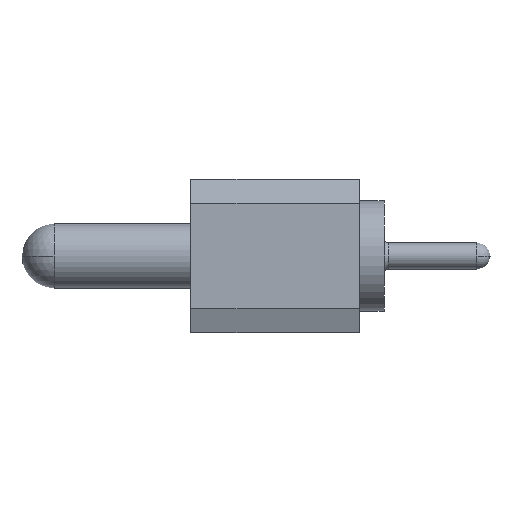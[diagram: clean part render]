
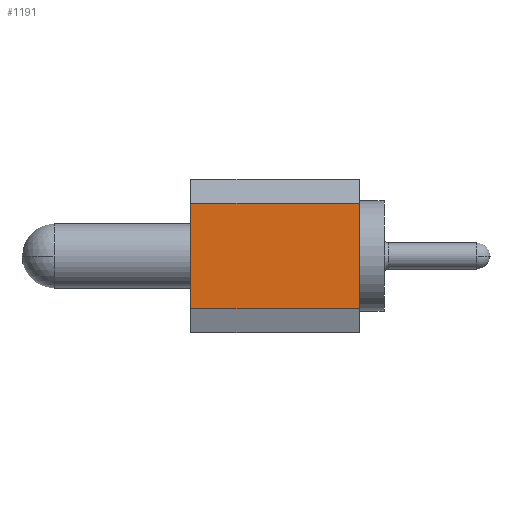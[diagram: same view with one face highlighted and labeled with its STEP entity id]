
A CAD part, left-side view. The second image highlights one B-rep face of the part: STEP entity #1191.
In plain terms, the highlighted planar face has unit normal (-1, 0, 0).
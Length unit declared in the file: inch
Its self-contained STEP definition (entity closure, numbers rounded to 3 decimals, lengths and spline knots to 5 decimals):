
#25 = CARTESIAN_POINT ( 'NONE',  ( -0.01203, -0.11, -0.08425 ) ) ;
#109 = LINE ( 'NONE', #2670, #2837 ) ;
#110 = ORIENTED_EDGE ( 'NONE', *, *, #2701, .T. ) ;
#160 = ORIENTED_EDGE ( 'NONE', *, *, #1638, .T. ) ;
#221 = PLANE ( 'NONE',  #3026 ) ;
#279 = VERTEX_POINT ( 'NONE', #667 ) ;
#313 = CARTESIAN_POINT ( 'NONE',  ( -0.01203, -0.11, -0.01575 ) ) ;
#545 = LINE ( 'NONE', #25, #1753 ) ;
#551 = EDGE_CURVE ( 'NONE', #1821, #2004, #545, .T. ) ;
#563 = DIRECTION ( 'NONE',  ( 0., 0., 1. ) ) ;
#667 = CARTESIAN_POINT ( 'NONE',  ( -0.01203, 0., -0.01575 ) ) ;
#1063 = LINE ( 'NONE', #1081, #1569 ) ;
#1081 = CARTESIAN_POINT ( 'NONE',  ( -0.01203, -0.11, -0.08425 ) ) ;
#1142 = CARTESIAN_POINT ( 'NONE',  ( -0.01203, 0., -0.08425 ) ) ;
#1180 = ORIENTED_EDGE ( 'NONE', *, *, #551, .F. ) ;
#1191 = ADVANCED_FACE ( 'NONE', ( #2719 ), #221, .T. ) ;
#1206 = VECTOR ( 'NONE', #1720, 39.37008 ) ;
#1278 = EDGE_CURVE ( 'NONE', #2004, #279, #109, .T. ) ;
#1569 = VECTOR ( 'NONE', #2441, 39.37008 ) ;
#1581 = CARTESIAN_POINT ( 'NONE',  ( -0.01203, -0.11, -0.01575 ) ) ;
#1598 = CARTESIAN_POINT ( 'NONE',  ( -0.01203, -0.11, -0.08425 ) ) ;
#1638 = EDGE_CURVE ( 'NONE', #2732, #279, #2203, .T. ) ;
#1673 = DIRECTION ( 'NONE',  ( 0., 1., 0. ) ) ;
#1720 = DIRECTION ( 'NONE',  ( 0., 1., 0. ) ) ;
#1753 = VECTOR ( 'NONE', #1673, 39.37008 ) ;
#1821 = VERTEX_POINT ( 'NONE', #1598 ) ;
#2004 = VERTEX_POINT ( 'NONE', #1142 ) ;
#2174 = DIRECTION ( 'NONE',  ( -1., 0., 0. ) ) ;
#2203 = LINE ( 'NONE', #313, #1206 ) ;
#2366 = ORIENTED_EDGE ( 'NONE', *, *, #1278, .F. ) ;
#2441 = DIRECTION ( 'NONE',  ( 0., 0., 1. ) ) ;
#2576 = CARTESIAN_POINT ( 'NONE',  ( -0.01203, -0.11, -0.08425 ) ) ;
#2646 = DIRECTION ( 'NONE',  ( 0., 0., 1. ) ) ;
#2670 = CARTESIAN_POINT ( 'NONE',  ( -0.01203, 0., -0.08425 ) ) ;
#2701 = EDGE_CURVE ( 'NONE', #1821, #2732, #1063, .T. ) ;
#2719 = FACE_OUTER_BOUND ( 'NONE', #2768, .T. ) ;
#2732 = VERTEX_POINT ( 'NONE', #1581 ) ;
#2768 = EDGE_LOOP ( 'NONE', ( #2366, #1180, #110, #160 ) ) ;
#2837 = VECTOR ( 'NONE', #563, 39.37008 ) ;
#3026 = AXIS2_PLACEMENT_3D ( 'NONE', #2576, #2174, #2646 ) ;
